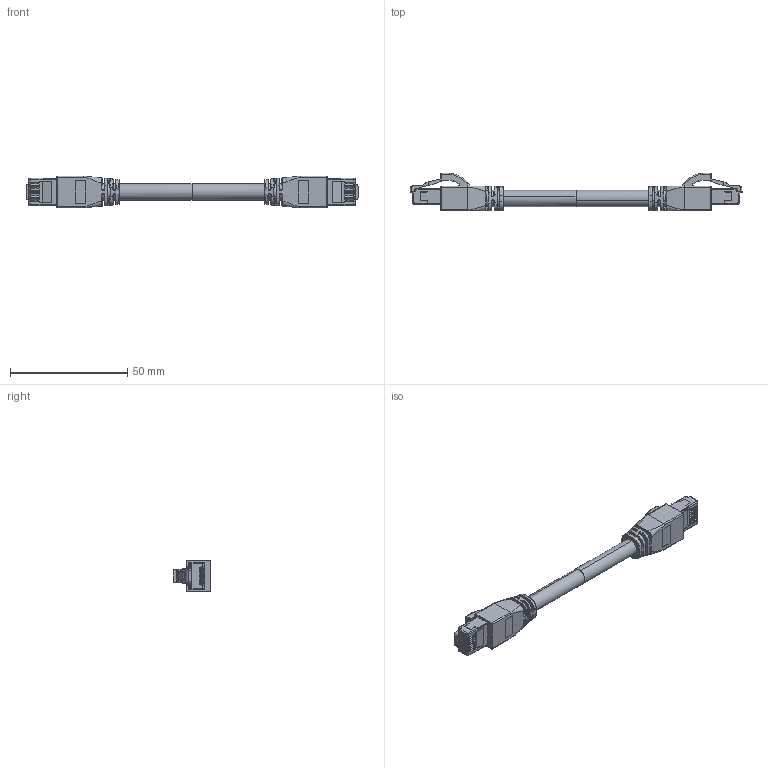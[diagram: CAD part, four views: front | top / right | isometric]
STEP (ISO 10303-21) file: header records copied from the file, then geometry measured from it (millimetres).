
FILE_DESCRIPTION((''),'2;1');
FILE_NAME('244318_SM01_ASM','2025-09-17T08:25:42',('banengservice'),('BANNER ENGINEERING'),'CREO PARAMETRIC BY PTC INC, 2022414','CREO PARAMETRIC BY PTC INC, 2022414','');
FILE_SCHEMA(('CONFIG_CONTROL_DESIGN'));
Products named in the file (2): 244318_EP01; 244318_SM01_ASM
Assembly tree (1 placements, depth 2):
  244318_SM01_ASM
    244318_EP01
Bounding box: 141.42 x 16 x 13.5 mm (x, y, z)
Volume: 10884 mm3; surface area: 7219.9 mm2
Topology: 5 solids, 11 shells, 1652 faces, 4385 edges, 2680 vertices
Faces by surface type: plane 790, cylinder 506, bspline 198, torus 84, sphere 34, cone 32, extrusion 8
Entity records: 66528 total; most frequent: CARTESIAN_POINT 27143, ORIENTED_EDGE 8664, DIRECTION 7534, EDGE_CURVE 4332, VERTEX_POINT 2680, VECTOR 2574, LINE 2566, AXIS2_PLACEMENT_3D 2480
